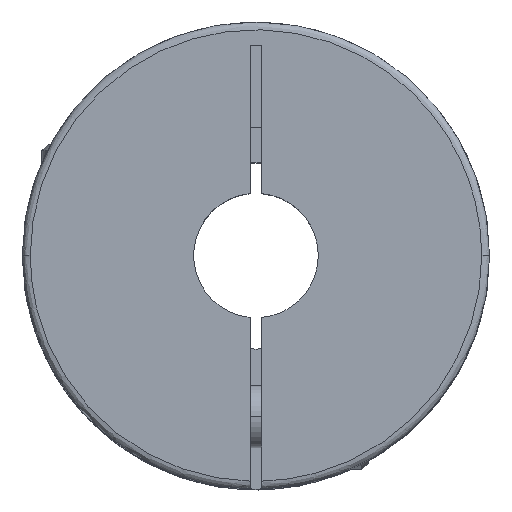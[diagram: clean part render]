
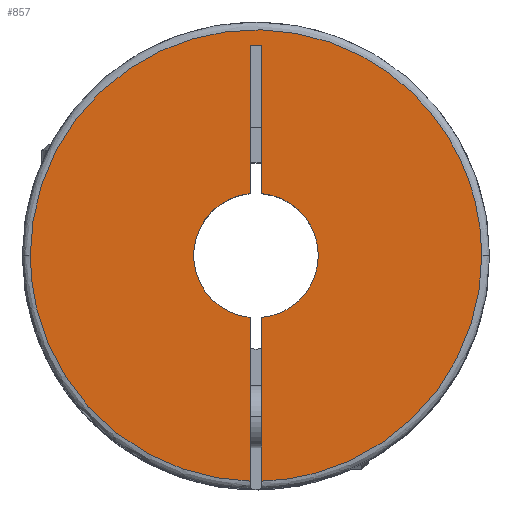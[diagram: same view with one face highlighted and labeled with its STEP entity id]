
A CAD part, top view. The second image highlights one B-rep face of the part: STEP entity #857.
In plain terms, the highlighted planar face has unit normal (0, 0, 1).
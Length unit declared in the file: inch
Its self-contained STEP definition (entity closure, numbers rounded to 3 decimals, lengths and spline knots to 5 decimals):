
#76 = CARTESIAN_POINT ( 'NONE',  ( 0.02953, 1.06299, 0. ) ) ;
#79 = CARTESIAN_POINT ( 'NONE',  ( 0.02953, 0., 0. ) ) ;
#82 = DIRECTION ( 'NONE',  ( 1., 0., 0. ) ) ;
#125 = ORIENTED_EDGE ( 'NONE', *, *, #1132, .F. ) ;
#162 = CARTESIAN_POINT ( 'NONE',  ( -1.14173, -0.65518, 0. ) ) ;
#225 = AXIS2_PLACEMENT_3D ( 'NONE', #2359, #3574, #2959 ) ;
#265 = CARTESIAN_POINT ( 'NONE',  ( -0.02953, 1.06299, 0. ) ) ;
#311 = CARTESIAN_POINT ( 'NONE',  ( 1.14173, 0., 0. ) ) ;
#349 = DIRECTION ( 'NONE',  ( 0., 0., 1. ) ) ;
#417 = EDGE_CURVE ( 'NONE', #1008, #1558, #2129, .T. ) ;
#464 = DIRECTION ( 'NONE',  ( -1., 0., 0. ) ) ;
#551 = CIRCLE ( 'NONE', #3842, 0.31496 ) ;
#586 = EDGE_LOOP ( 'NONE', ( #809, #1821, #2534, #2779, #2654, #798, #1113, #2278, #125, #3348, #3857 ) ) ;
#666 = VERTEX_POINT ( 'NONE', #1488 ) ;
#776 = CARTESIAN_POINT ( 'NONE',  ( 1.14173, 0., 0. ) ) ;
#798 = ORIENTED_EDGE ( 'NONE', *, *, #417, .F. ) ;
#801 = EDGE_CURVE ( 'NONE', #2725, #1409, #1606, .T. ) ;
#809 = ORIENTED_EDGE ( 'NONE', *, *, #1300, .T. ) ;
#815 = VERTEX_POINT ( 'NONE', #76 ) ;
#857 = ADVANCED_FACE ( 'NONE', ( #2318 ), #2346, .F. ) ;
#869 = LINE ( 'NONE', #2141, #1781 ) ;
#1008 = VERTEX_POINT ( 'NONE', #3053 ) ;
#1099 = CARTESIAN_POINT ( 'NONE',  ( -0.68448, -1.12441, 0. ) ) ;
#1113 = ORIENTED_EDGE ( 'NONE', *, *, #3421, .F. ) ;
#1132 = EDGE_CURVE ( 'NONE', #1225, #1409, #3403, .T. ) ;
#1225 = VERTEX_POINT ( 'NONE', #311 ) ;
#1278 = EDGE_CURVE ( 'NONE', #2991, #666, #2454, .T. ) ;
#1292 = DIRECTION ( 'NONE',  ( 0., 1., 0. ) ) ;
#1300 = EDGE_CURVE ( 'NONE', #1926, #3691, #3107, .T. ) ;
#1362 = VECTOR ( 'NONE', #1292, 39.37008 ) ;
#1398 = EDGE_CURVE ( 'NONE', #1558, #815, #1979, .T. ) ;
#1409 = VERTEX_POINT ( 'NONE', #3263 ) ;
#1484 = CARTESIAN_POINT ( 'NONE',  ( -1.14173, 2.28346, 0. ) ) ;
#1488 = CARTESIAN_POINT ( 'NONE',  ( -0.02953, 0.31357, 0. ) ) ;
#1490 = DIRECTION ( 'NONE',  ( 0., 1., 0. ) ) ;
#1558 = VERTEX_POINT ( 'NONE', #2312 ) ;
#1606 = LINE ( 'NONE', #1892, #3610 ) ;
#1652 = DIRECTION ( 'NONE',  ( 0., -1., 0. ) ) ;
#1655 =( BOUNDED_CURVE ( )  B_SPLINE_CURVE ( 3, ( #2941, #1099, #162, #3253 ),
 .UNSPECIFIED., .F., .F. ) 
 B_SPLINE_CURVE_WITH_KNOTS ( ( 4, 4 ),
 ( 0., 0.24792 ),
 .UNSPECIFIED. ) 
 CURVE ( )  GEOMETRIC_REPRESENTATION_ITEM ( )  RATIONAL_B_SPLINE_CURVE ( ( 1., 0.811, 0.811, 1. ) ) 
 REPRESENTATION_ITEM ( '' )  );
#1781 = VECTOR ( 'NONE', #3410, 39.37008 ) ;
#1821 = ORIENTED_EDGE ( 'NONE', *, *, #3865, .F. ) ;
#1880 = DIRECTION ( 'NONE',  ( 1., 0., 0. ) ) ;
#1892 = CARTESIAN_POINT ( 'NONE',  ( 0.02953, -1.1811, 0. ) ) ;
#1926 = VERTEX_POINT ( 'NONE', #3052 ) ;
#1979 = LINE ( 'NONE', #79, #1362 ) ;
#2046 = CARTESIAN_POINT ( 'NONE',  ( 0.68448, -1.12441, 0. ) ) ;
#2129 = CIRCLE ( 'NONE', #2796, 0.31496 ) ;
#2131 = CARTESIAN_POINT ( 'NONE',  ( -1.14173, 0., 0. ) ) ;
#2141 = CARTESIAN_POINT ( 'NONE',  ( 0.02953, 1.06299, 0. ) ) ;
#2176 = CARTESIAN_POINT ( 'NONE',  ( -1.14173, 0., 0. ) ) ;
#2278 = ORIENTED_EDGE ( 'NONE', *, *, #801, .T. ) ;
#2312 = CARTESIAN_POINT ( 'NONE',  ( 0.02953, 0.31357, 0. ) ) ;
#2318 = FACE_OUTER_BOUND ( 'NONE', #586, .T. ) ;
#2346 = PLANE ( 'NONE',  #2689 ) ;
#2359 = CARTESIAN_POINT ( 'NONE',  ( 0., 0., 0. ) ) ;
#2428 = CARTESIAN_POINT ( 'NONE',  ( 1.14173, 2.28346, 0. ) ) ;
#2435 = CARTESIAN_POINT ( 'NONE',  ( 1.14173, -0.65518, 0. ) ) ;
#2454 = LINE ( 'NONE', #2828, #3275 ) ;
#2534 = ORIENTED_EDGE ( 'NONE', *, *, #1278, .F. ) ;
#2540 = DIRECTION ( 'NONE',  ( 0., -1., 0. ) ) ;
#2654 = ORIENTED_EDGE ( 'NONE', *, *, #1398, .F. ) ;
#2689 = AXIS2_PLACEMENT_3D ( 'NONE', #3307, #3254, #464 ) ;
#2725 = VERTEX_POINT ( 'NONE', #3525 ) ;
#2779 = ORIENTED_EDGE ( 'NONE', *, *, #3696, .T. ) ;
#2783 = CARTESIAN_POINT ( 'NONE',  ( -0.02953, -0.31357, 0. ) ) ;
#2796 = AXIS2_PLACEMENT_3D ( 'NONE', #2832, #349, #1880 ) ;
#2828 = CARTESIAN_POINT ( 'NONE',  ( -0.02953, 0., 0. ) ) ;
#2832 = CARTESIAN_POINT ( 'NONE',  ( 0., 0., 0. ) ) ;
#2906 = CARTESIAN_POINT ( 'NONE',  ( 0., 0., 0. ) ) ;
#2927 = CIRCLE ( 'NONE', #225, 0.31496 ) ;
#2941 = CARTESIAN_POINT ( 'NONE',  ( -0.02953, -1.14135, 0. ) ) ;
#2959 = DIRECTION ( 'NONE',  ( 1., 0., 0. ) ) ;
#2991 = VERTEX_POINT ( 'NONE', #3116 ) ;
#3015 = CARTESIAN_POINT ( 'NONE',  ( 0.02953, -1.14135, 0. ) ) ;
#3052 = CARTESIAN_POINT ( 'NONE',  ( -0.02953, -1.14135, 0. ) ) ;
#3053 = CARTESIAN_POINT ( 'NONE',  ( 0.31496, 0., 0. ) ) ;
#3078 = EDGE_CURVE ( 'NONE', #1926, #3192, #1655, .T. ) ;
#3107 = LINE ( 'NONE', #265, #3780 ) ;
#3116 = CARTESIAN_POINT ( 'NONE',  ( -0.02953, 1.06299, 0. ) ) ;
#3192 = VERTEX_POINT ( 'NONE', #2176 ) ;
#3253 = CARTESIAN_POINT ( 'NONE',  ( -1.14173, 0., 0. ) ) ;
#3254 = DIRECTION ( 'NONE',  ( 0., 0., -1. ) ) ;
#3263 = CARTESIAN_POINT ( 'NONE',  ( 0.02953, -1.14135, 0. ) ) ;
#3275 = VECTOR ( 'NONE', #2540, 39.37008 ) ;
#3294 = DIRECTION ( 'NONE',  ( 0., 0., 1. ) ) ;
#3307 = CARTESIAN_POINT ( 'NONE',  ( 0., 0., 0. ) ) ;
#3348 = ORIENTED_EDGE ( 'NONE', *, *, #3918, .F. ) ;
#3385 =( BOUNDED_CURVE ( )  B_SPLINE_CURVE ( 3, ( #2131, #1484, #2428, #3386 ),
 .UNSPECIFIED., .F., .F. ) 
 B_SPLINE_CURVE_WITH_KNOTS ( ( 4, 4 ),
 ( 0.24792, 0.75208 ),
 .UNSPECIFIED. ) 
 CURVE ( )  GEOMETRIC_REPRESENTATION_ITEM ( )  RATIONAL_B_SPLINE_CURVE ( ( 1., 0.333, 0.333, 1. ) ) 
 REPRESENTATION_ITEM ( '' )  );
#3386 = CARTESIAN_POINT ( 'NONE',  ( 1.14173, 0., 0. ) ) ;
#3403 =( BOUNDED_CURVE ( )  B_SPLINE_CURVE ( 3, ( #776, #2435, #2046, #3015 ),
 .UNSPECIFIED., .F., .F. ) 
 B_SPLINE_CURVE_WITH_KNOTS ( ( 4, 4 ),
 ( 0.75208, 1. ),
 .UNSPECIFIED. ) 
 CURVE ( )  GEOMETRIC_REPRESENTATION_ITEM ( )  RATIONAL_B_SPLINE_CURVE ( ( 1., 0.811, 0.811, 1. ) ) 
 REPRESENTATION_ITEM ( '' )  );
#3410 = DIRECTION ( 'NONE',  ( 1., 0., 0. ) ) ;
#3421 = EDGE_CURVE ( 'NONE', #2725, #1008, #2927, .T. ) ;
#3525 = CARTESIAN_POINT ( 'NONE',  ( 0.02953, -0.31357, 0. ) ) ;
#3574 = DIRECTION ( 'NONE',  ( 0., 0., 1. ) ) ;
#3610 = VECTOR ( 'NONE', #1652, 39.37008 ) ;
#3691 = VERTEX_POINT ( 'NONE', #2783 ) ;
#3696 = EDGE_CURVE ( 'NONE', #2991, #815, #869, .T. ) ;
#3780 = VECTOR ( 'NONE', #1490, 39.37008 ) ;
#3842 = AXIS2_PLACEMENT_3D ( 'NONE', #2906, #3294, #82 ) ;
#3857 = ORIENTED_EDGE ( 'NONE', *, *, #3078, .F. ) ;
#3865 = EDGE_CURVE ( 'NONE', #666, #3691, #551, .T. ) ;
#3918 = EDGE_CURVE ( 'NONE', #3192, #1225, #3385, .T. ) ;
